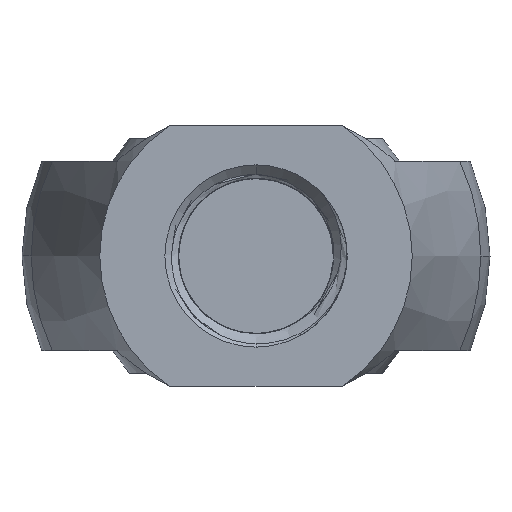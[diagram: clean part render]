
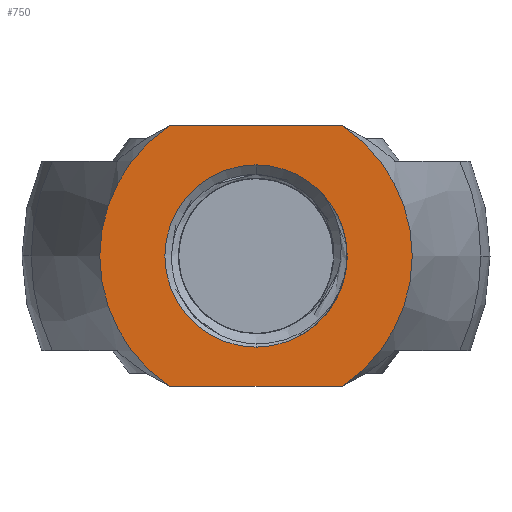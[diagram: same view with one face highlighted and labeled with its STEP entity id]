
A CAD part, front view. The second image highlights one B-rep face of the part: STEP entity #750.
In plain terms, the highlighted planar face has unit normal (0, -1, 0).
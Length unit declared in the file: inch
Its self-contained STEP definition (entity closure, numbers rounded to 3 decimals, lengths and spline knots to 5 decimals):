
#438 = VERTEX_POINT ( 'NONE', #8399 ) ;
#443 = EDGE_CURVE ( 'NONE', #939, #948, #8398, .T. ) ;
#445 = ORIENTED_EDGE ( 'NONE', *, *, #772, .F. ) ;
#461 = VERTEX_POINT ( 'NONE', #8561 ) ;
#668 = EDGE_CURVE ( 'NONE', #2090, #461, #6184, .T. ) ;
#750 = ADVANCED_FACE ( 'NONE', ( #6246, #6245 ), #6308, .F. ) ;
#753 = EDGE_LOOP ( 'NONE', ( #755, #757, #759, #761 ) ) ;
#755 = ORIENTED_EDGE ( 'NONE', *, *, #668, .F. ) ;
#757 = ORIENTED_EDGE ( 'NONE', *, *, #8585, .F. ) ;
#759 = ORIENTED_EDGE ( 'NONE', *, *, #2148, .F. ) ;
#761 = ORIENTED_EDGE ( 'NONE', *, *, #763, .F. ) ;
#763 = EDGE_CURVE ( 'NONE', #461, #2146, #6307, .T. ) ;
#766 = EDGE_LOOP ( 'NONE', ( #781, #785, #787, #445 ) ) ;
#772 = EDGE_CURVE ( 'NONE', #789, #939, #6232, .T. ) ;
#781 = ORIENTED_EDGE ( 'NONE', *, *, #783, .F. ) ;
#783 = EDGE_CURVE ( 'NONE', #438, #789, #6223, .T. ) ;
#785 = ORIENTED_EDGE ( 'NONE', *, *, #952, .F. ) ;
#787 = ORIENTED_EDGE ( 'NONE', *, *, #443, .F. ) ;
#789 = VERTEX_POINT ( 'NONE', #6219 ) ;
#939 = VERTEX_POINT ( 'NONE', #2470 ) ;
#948 = VERTEX_POINT ( 'NONE', #2530 ) ;
#952 = EDGE_CURVE ( 'NONE', #948, #438, #2479, .T. ) ;
#2090 = VERTEX_POINT ( 'NONE', #2563 ) ;
#2146 = VERTEX_POINT ( 'NONE', #4684 ) ;
#2148 = EDGE_CURVE ( 'NONE', #2146, #8838, #4683, .T. ) ;
#2470 = CARTESIAN_POINT ( 'NONE',  ( -0.20729, -0.9375, 0.3125 ) ) ;
#2475 = DIRECTION ( 'NONE',  ( 0., 0., 1. ) ) ;
#2476 = DIRECTION ( 'NONE',  ( 0., 1., 0. ) ) ;
#2477 = CARTESIAN_POINT ( 'NONE',  ( 0., -0.9375, 0. ) ) ;
#2478 = AXIS2_PLACEMENT_3D ( 'NONE', #2477, #2476, #2475 ) ;
#2479 = CIRCLE ( 'NONE', #2478, 0.375 ) ;
#2530 = CARTESIAN_POINT ( 'NONE',  ( 0.20729, -0.9375, 0.3125 ) ) ;
#2563 = CARTESIAN_POINT ( 'NONE',  ( 0.21875, -0.9375, 0. ) ) ;
#4683 = CIRCLE ( 'NONE', #4703, 0.21875 ) ;
#4684 = CARTESIAN_POINT ( 'NONE',  ( 0., -0.9375, 0.21875 ) ) ;
#4700 = DIRECTION ( 'NONE',  ( 0., 0., -1. ) ) ;
#4701 = DIRECTION ( 'NONE',  ( 0., -1., 0. ) ) ;
#4702 = CARTESIAN_POINT ( 'NONE',  ( 0., -0.9375, 0. ) ) ;
#4703 = AXIS2_PLACEMENT_3D ( 'NONE', #4702, #4701, #4700 ) ;
#4852 = DIRECTION ( 'NONE',  ( 0., 0., -1. ) ) ;
#4853 = DIRECTION ( 'NONE',  ( 0., -1., 0. ) ) ;
#4854 = CARTESIAN_POINT ( 'NONE',  ( 0., -0.9375, 0. ) ) ;
#4855 = AXIS2_PLACEMENT_3D ( 'NONE', #4854, #4853, #4852 ) ;
#4856 = CIRCLE ( 'NONE', #4855, 0.21875 ) ;
#5458 = CARTESIAN_POINT ( 'NONE',  ( 0., -0.9375, -0.21875 ) ) ;
#6180 = DIRECTION ( 'NONE',  ( 0., 0., -1. ) ) ;
#6181 = DIRECTION ( 'NONE',  ( 0., -1., 0. ) ) ;
#6182 = CARTESIAN_POINT ( 'NONE',  ( 0., -0.9375, 0. ) ) ;
#6183 = AXIS2_PLACEMENT_3D ( 'NONE', #6182, #6181, #6180 ) ;
#6184 = CIRCLE ( 'NONE', #6183, 0.21875 ) ;
#6219 = CARTESIAN_POINT ( 'NONE',  ( -0.20729, -0.9375, -0.3125 ) ) ;
#6220 = DIRECTION ( 'NONE',  ( -1., 0., 0. ) ) ;
#6221 = VECTOR ( 'NONE', #6220, 39.37008 ) ;
#6222 = CARTESIAN_POINT ( 'NONE',  ( 0.375, -0.9375, -0.3125 ) ) ;
#6223 = LINE ( 'NONE', #6222, #6221 ) ;
#6228 = DIRECTION ( 'NONE',  ( 0., 0., 1. ) ) ;
#6229 = DIRECTION ( 'NONE',  ( 0., 1., 0. ) ) ;
#6230 = CARTESIAN_POINT ( 'NONE',  ( 0., -0.9375, 0. ) ) ;
#6231 = AXIS2_PLACEMENT_3D ( 'NONE', #6230, #6229, #6228 ) ;
#6232 = CIRCLE ( 'NONE', #6231, 0.375 ) ;
#6245 = FACE_OUTER_BOUND ( 'NONE', #766, .T. ) ;
#6246 = FACE_BOUND ( 'NONE', #753, .T. ) ;
#6299 = DIRECTION ( 'NONE',  ( 0., 0., -1. ) ) ;
#6300 = DIRECTION ( 'NONE',  ( 0., -1., 0. ) ) ;
#6301 = CARTESIAN_POINT ( 'NONE',  ( 0., -0.9375, 0. ) ) ;
#6302 = AXIS2_PLACEMENT_3D ( 'NONE', #6301, #6300, #6299 ) ;
#6303 = DIRECTION ( 'NONE',  ( 0., 0., 1. ) ) ;
#6304 = DIRECTION ( 'NONE',  ( 0., 1., 0. ) ) ;
#6305 = CARTESIAN_POINT ( 'NONE',  ( 0.375, -0.9375, 0. ) ) ;
#6306 = AXIS2_PLACEMENT_3D ( 'NONE', #6305, #6304, #6303 ) ;
#6307 = CIRCLE ( 'NONE', #6302, 0.21875 ) ;
#6308 = PLANE ( 'NONE',  #6306 ) ;
#8395 = DIRECTION ( 'NONE',  ( 1., 0., 0. ) ) ;
#8396 = VECTOR ( 'NONE', #8395, 39.37008 ) ;
#8397 = CARTESIAN_POINT ( 'NONE',  ( 0.375, -0.9375, 0.3125 ) ) ;
#8398 = LINE ( 'NONE', #8397, #8396 ) ;
#8399 = CARTESIAN_POINT ( 'NONE',  ( 0.20729, -0.9375, -0.3125 ) ) ;
#8561 = CARTESIAN_POINT ( 'NONE',  ( 0.15468, -0.9375, 0.15468 ) ) ;
#8585 = EDGE_CURVE ( 'NONE', #8838, #2090, #4856, .T. ) ;
#8838 = VERTEX_POINT ( 'NONE', #5458 ) ;
